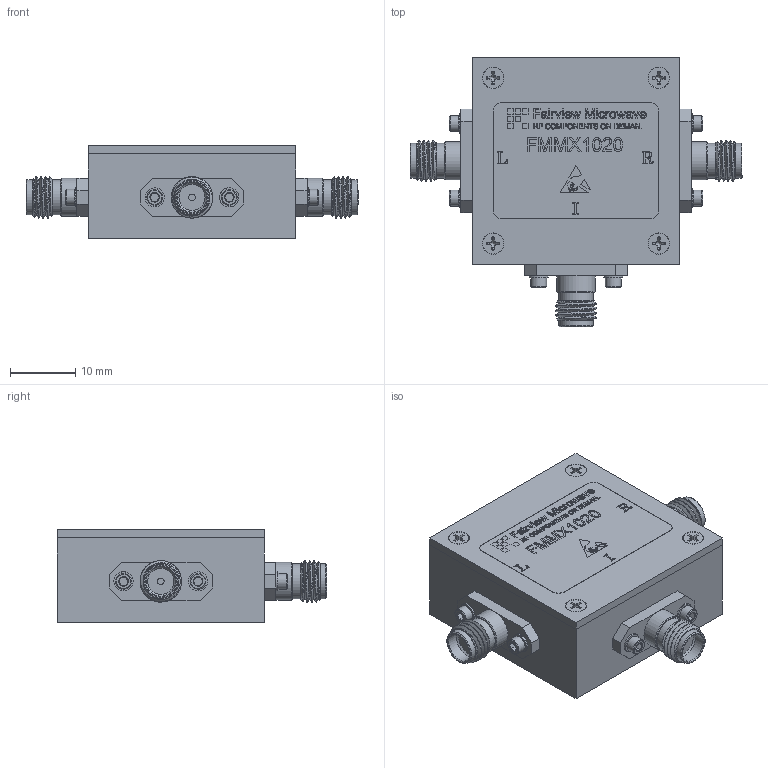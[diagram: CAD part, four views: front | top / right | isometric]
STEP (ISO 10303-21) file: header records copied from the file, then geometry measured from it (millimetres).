
FILE_DESCRIPTION (( 'STEP AP203' ), '1' );
FILE_NAME ('FMMX1020_3D.step', '2022-09-21T15:03:51', ( '' ), ( '' ), 'SwSTEP 2.0', 'SolidWorks 2021', '' );
FILE_SCHEMA (( 'CONFIG_CONTROL_DESIGN' ));
Products named in the file (1): FMMX1020_3D
Bounding box: 50.9 x 41.33 x 14.35 mm (x, y, z)
Volume: 15283.5 mm3; surface area: 5424.7 mm2
Topology: 1 solids, 17 shells, 1275 faces, 3254 edges, 2138 vertices
Faces by surface type: plane 739, bspline 282, cylinder 140, cone 114
Full cylindrical faces by diameter (mm): 1.016 x6, 1.27 x3, 1.524 x18, 1.854 x6, 2.057 x4, 2.261 x4, 2.438 x6, 2.845 x4, 2.946 x6, 4.521 x3, 5.08 x3, 5.334 x6, 5.842 x3
Entity records: 60741 total; most frequent: CARTESIAN_POINT 33607, ORIENTED_EDGE 6038, DIRECTION 4406, EDGE_CURVE 3019, VERTEX_POINT 2037, LINE 1888, VECTOR 1888, EDGE_LOOP 1508
